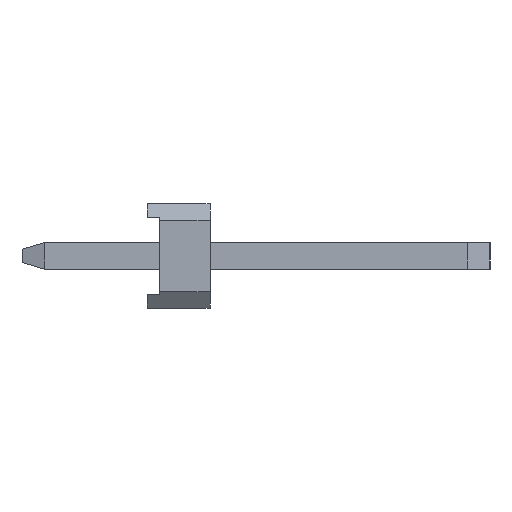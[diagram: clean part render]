
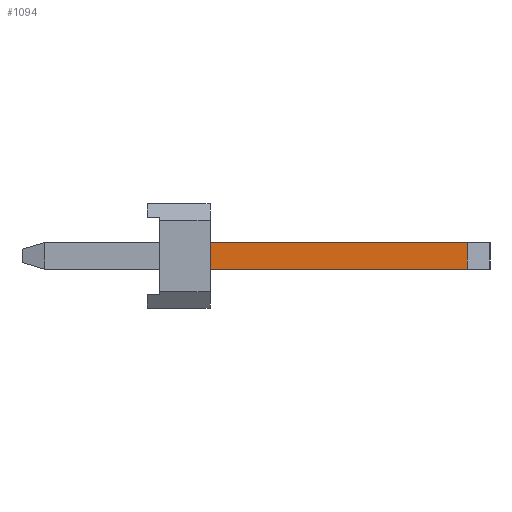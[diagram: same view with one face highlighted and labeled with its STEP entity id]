
A CAD part, left-side view. The second image highlights one B-rep face of the part: STEP entity #1094.
In plain terms, the highlighted planar face has unit normal (-1, 0, 0).
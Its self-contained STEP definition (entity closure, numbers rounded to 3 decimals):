
#1094=ADVANCED_FACE('',(#2315),#2316,.T.);
#2315=FACE_OUTER_BOUND('',#3694,.T.);
#2316=PLANE('',#3695);
#3694=EDGE_LOOP('',(#6767,#6768,#6769,#6770));
#3695=AXIS2_PLACEMENT_3D('',#6771,#6772,#6773);
#6767=ORIENTED_EDGE('',*,*,#9525,.F.);
#6768=ORIENTED_EDGE('',*,*,#9526,.F.);
#6769=ORIENTED_EDGE('',*,*,#8604,.F.);
#6770=ORIENTED_EDGE('',*,*,#8710,.F.);
#6771=CARTESIAN_POINT('',(-20.64,-2.6,0.5));
#6772=DIRECTION('',(-1.0,0.,0.));
#6773=DIRECTION('',(0.,1.0,0.));
#8604=EDGE_CURVE('',#10483,#10481,#10485,.T.);
#8710=EDGE_CURVE('',#10659,#10483,#10662,.T.);
#9525=EDGE_CURVE('',#11841,#10659,#11842,.T.);
#9526=EDGE_CURVE('',#10481,#11841,#11843,.T.);
#10481=VERTEX_POINT('',#13131);
#10483=VERTEX_POINT('',#13134);
#10485=LINE('',#13137,#13138);
#10659=VERTEX_POINT('',#13393);
#10662=LINE('',#13397,#13398);
#11841=VERTEX_POINT('',#15175);
#11842=LINE('',#15176,#15177);
#11843=LINE('',#15178,#15179);
#13131=CARTESIAN_POINT('',(-20.64,-7.654,-0.32));
#13134=CARTESIAN_POINT('',(-20.64,-7.654,0.32));
#13137=CARTESIAN_POINT('',(-20.64,-7.654,0.5));
#13138=VECTOR('',#16020,1.0);
#13393=CARTESIAN_POINT('',(-20.64,-1.5,0.32));
#13397=CARTESIAN_POINT('',(-20.64,-2.86,0.32));
#13398=VECTOR('',#16103,1.0);
#15175=CARTESIAN_POINT('',(-20.64,-1.5,-0.32));
#15176=CARTESIAN_POINT('',(-20.64,-1.5,0.249));
#15177=VECTOR('',#16702,1.0);
#15178=CARTESIAN_POINT('',(-20.64,-2.86,-0.32));
#15179=VECTOR('',#16703,1.0);
#16020=DIRECTION('',(0.0,0.,-1.0));
#16103=DIRECTION('',(0.,-1.0,0.));
#16702=DIRECTION('',(0.,0.,1.0));
#16703=DIRECTION('',(0.,1.0,0.));
